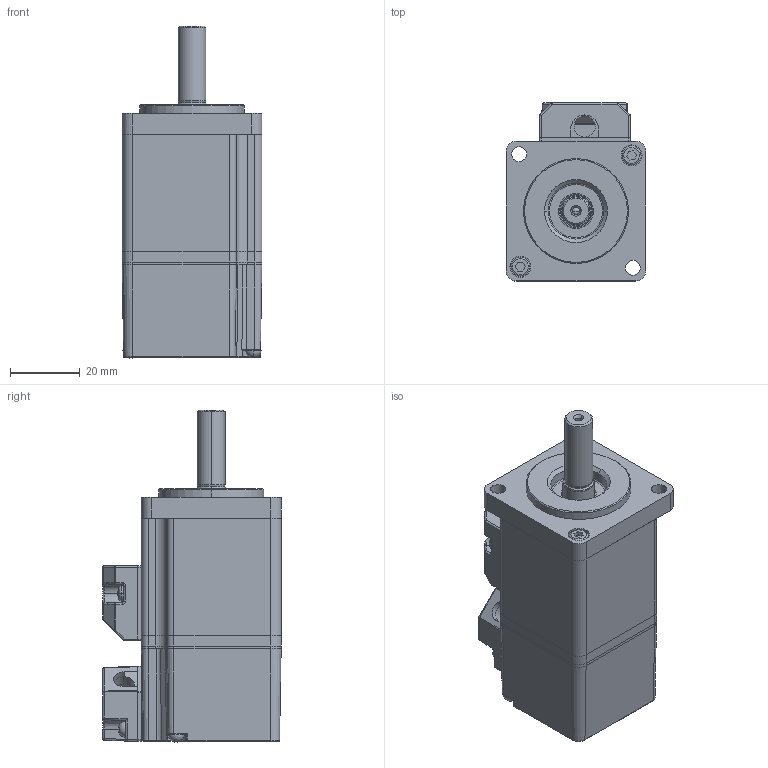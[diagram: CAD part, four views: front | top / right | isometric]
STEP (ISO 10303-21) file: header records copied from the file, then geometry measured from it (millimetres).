
FILE_DESCRIPTION (( 'STEP AP214' ), '1' );
FILE_NAME ('AC52162A1_FRE01052F001.STEP', '2020-12-01T09:34:48', ( '' ), ( '' ), 'SwSTEP 2.0', 'SolidWorks 2015', '' );
FILE_SCHEMA (( 'AUTOMOTIVE_DESIGN' ));
Length unit declared in the file: millimetre
Products named in the file (1): AC52162A1_FRE01052F001
Bounding box: 40 x 51 x 94.95 mm (x, y, z)
Surface area: 22190.5 mm2 (no closed solid volume)
Topology: 0 solids, 23 shells, 489 faces, 1483 edges, 987 vertices
Faces by surface type: plane 208, cylinder 160, sphere 41, cone 36, torus 31, bspline 13
Entity records: 23094 total; most frequent: CARTESIAN_POINT 4473, DIRECTION 2947, ORIENTED_EDGE 2490, EDGE_CURVE 1442, AXIS2_PLACEMENT_3D 1112, VERTEX_POINT 977, VECTOR 723, LINE 723
